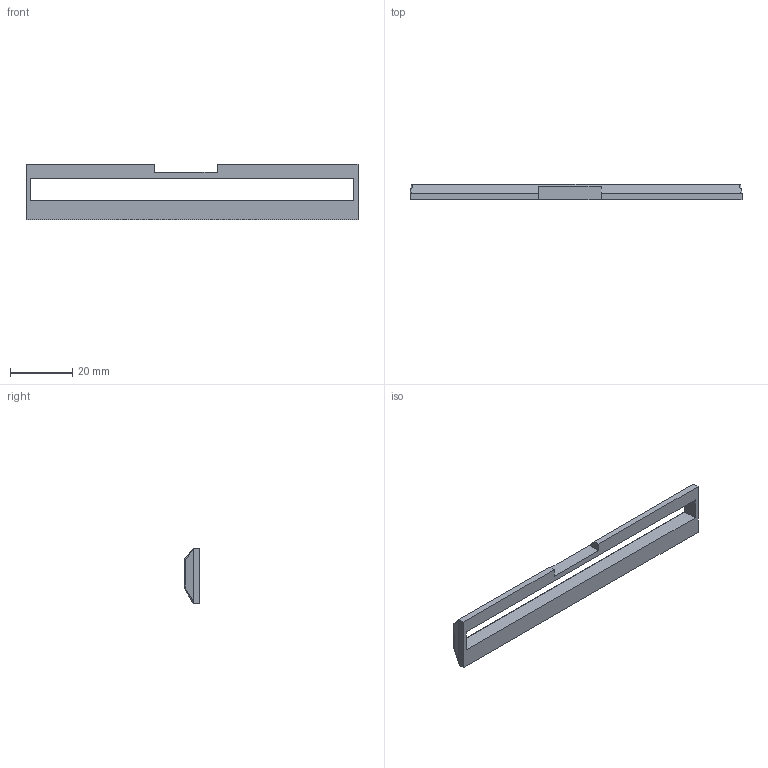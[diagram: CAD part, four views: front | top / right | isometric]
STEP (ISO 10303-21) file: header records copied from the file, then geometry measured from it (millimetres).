
FILE_DESCRIPTION (( 'STEP AP214' ), '1' );
FILE_NAME ('Slot for Nuts.STEP', '2021-04-19T14:56:26', ( '' ), ( '' ), 'SwSTEP 2.0', 'SolidWorks 2019', '' );
FILE_SCHEMA (( 'AUTOMOTIVE_DESIGN' ));
Length unit declared in the file: millimetre
Products named in the file (1): Slot for Nuts
Bounding box: 107 x 5 x 18 mm (x, y, z)
Volume: 4374.7 mm3; surface area: 4152.2 mm2
Topology: 1 solids, 1 shells, 35 faces, 87 edges, 50 vertices
Faces by surface type: plane 18, cylinder 13, sphere 4
Entity records: 1021 total; most frequent: CARTESIAN_POINT 205, ORIENTED_EDGE 166, DIRECTION 157, EDGE_CURVE 83, LINE 57, VECTOR 57, VERTEX_POINT 50, AXIS2_PLACEMENT_3D 50
